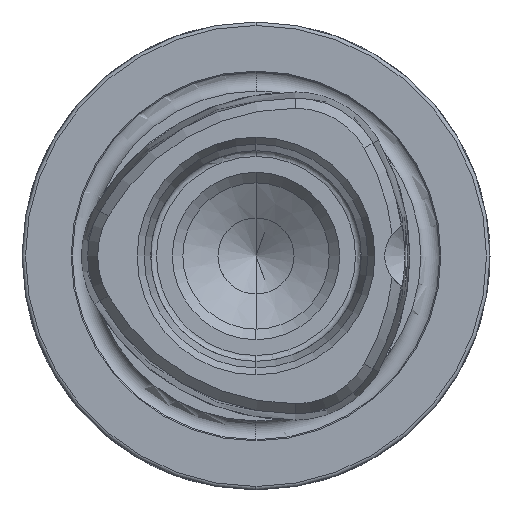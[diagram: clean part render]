
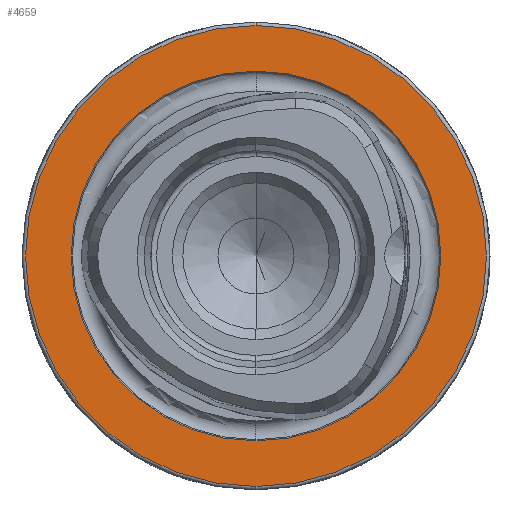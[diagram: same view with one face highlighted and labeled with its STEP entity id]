
A CAD part, left-side view. The second image highlights one B-rep face of the part: STEP entity #4659.
In plain terms, the highlighted planar face has unit normal (-1, 0, 0).
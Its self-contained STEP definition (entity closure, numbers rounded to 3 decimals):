
#69 = CARTESIAN_POINT ( 'NONE',  ( 0., 15.8, 0. ) ) ;
#103 = DIRECTION ( 'NONE',  ( 1., 0., 0. ) ) ;
#131 = DIRECTION ( 'NONE',  ( 0., 0., -1. ) ) ;
#139 = PLANE ( 'NONE',  #2619 ) ;
#274 = VERTEX_POINT ( 'NONE', #5776 ) ;
#934 = CARTESIAN_POINT ( 'NONE',  ( 0., 0., 0. ) ) ;
#935 = DIRECTION ( 'NONE',  ( -1., 0., 0. ) ) ;
#936 = DIRECTION ( 'NONE',  ( 0., 0., 1. ) ) ;
#2258 = VERTEX_POINT ( 'NONE', #5911 ) ;
#2428 = VERTEX_POINT ( 'NONE', #3322 ) ;
#2488 = VERTEX_POINT ( 'NONE', #6134 ) ;
#2619 = AXIS2_PLACEMENT_3D ( 'NONE', #69, #103, #131 ) ;
#3322 = CARTESIAN_POINT ( 'NONE',  ( 0., 0., -19.7 ) ) ;
#3793 = AXIS2_PLACEMENT_3D ( 'NONE', #9675, #9676, #9677 ) ;
#3809 = AXIS2_PLACEMENT_3D ( 'NONE', #9909, #9910, #9911 ) ;
#4659 = ADVANCED_FACE ( 'NONE', ( #9169, #9206 ), #139, .F. ) ;
#4716 = AXIS2_PLACEMENT_3D ( 'NONE', #934, #935, #936 ) ;
#4768 = ORIENTED_EDGE ( 'NONE', *, *, #6739, .F. ) ;
#4807 = EDGE_LOOP ( 'NONE', ( #4861, #4768 ) ) ;
#4861 = ORIENTED_EDGE ( 'NONE', *, *, #5610, .F. ) ;
#4875 = ORIENTED_EDGE ( 'NONE', *, *, #6673, .T. ) ;
#4964 = EDGE_LOOP ( 'NONE', ( #4875, #5090 ) ) ;
#5090 = ORIENTED_EDGE ( 'NONE', *, *, #5550, .T. ) ;
#5550 = EDGE_CURVE ( 'NONE', #2428, #274, #7436, .T. ) ;
#5610 = EDGE_CURVE ( 'NONE', #2488, #2258, #7500, .T. ) ;
#5776 = CARTESIAN_POINT ( 'NONE',  ( 0., 0., 19.7 ) ) ;
#5911 = CARTESIAN_POINT ( 'NONE',  ( 0., 0., -15.8 ) ) ;
#6134 = CARTESIAN_POINT ( 'NONE',  ( 0., 0., 15.8 ) ) ;
#6460 = CARTESIAN_POINT ( 'NONE',  ( 0., 0., 0. ) ) ;
#6461 = DIRECTION ( 'NONE',  ( -1., 0., 0. ) ) ;
#6462 = DIRECTION ( 'NONE',  ( 0., 0., 1. ) ) ;
#6673 = EDGE_CURVE ( 'NONE', #274, #2428, #7611, .T. ) ;
#6739 = EDGE_CURVE ( 'NONE', #2258, #2488, #7681, .T. ) ;
#7436 = CIRCLE ( 'NONE', #3793, 19.7 ) ;
#7500 = CIRCLE ( 'NONE', #3809, 15.8 ) ;
#7611 = CIRCLE ( 'NONE', #9427, 19.7 ) ;
#7681 = CIRCLE ( 'NONE', #4716, 15.8 ) ;
#9169 = FACE_BOUND ( 'NONE', #4807, .T. ) ;
#9206 = FACE_OUTER_BOUND ( 'NONE', #4964, .T. ) ;
#9427 = AXIS2_PLACEMENT_3D ( 'NONE', #6460, #6461, #6462 ) ;
#9675 = CARTESIAN_POINT ( 'NONE',  ( 0., 0., 0. ) ) ;
#9676 = DIRECTION ( 'NONE',  ( -1., 0., 0. ) ) ;
#9677 = DIRECTION ( 'NONE',  ( 0., 0., 1. ) ) ;
#9909 = CARTESIAN_POINT ( 'NONE',  ( 0., 0., 0. ) ) ;
#9910 = DIRECTION ( 'NONE',  ( -1., 0., 0. ) ) ;
#9911 = DIRECTION ( 'NONE',  ( 0., 0., 1. ) ) ;
